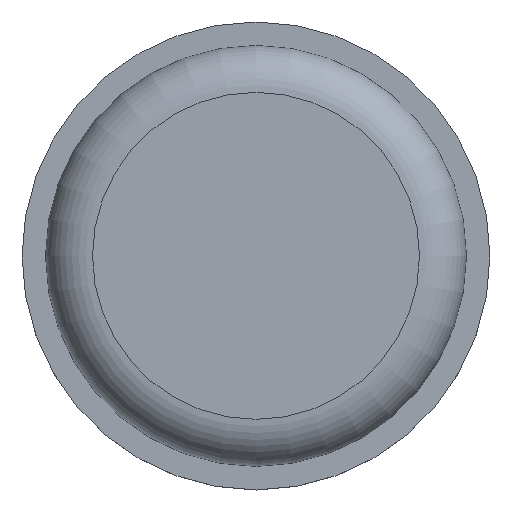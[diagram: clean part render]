
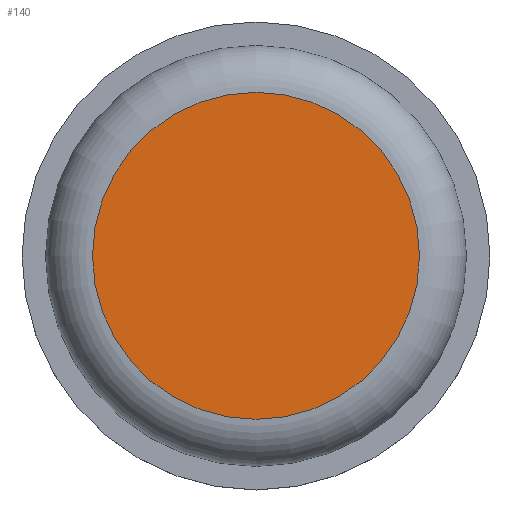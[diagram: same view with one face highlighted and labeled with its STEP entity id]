
A CAD part, top view. The second image highlights one B-rep face of the part: STEP entity #140.
In plain terms, the highlighted planar face has unit normal (0, 0, 1).
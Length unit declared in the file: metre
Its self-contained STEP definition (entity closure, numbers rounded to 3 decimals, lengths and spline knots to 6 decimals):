
#33=ORIENTED_EDGE('',*,*,#52,.F.);
#52=EDGE_CURVE('',#64,#64,#76,.T.);
#64=VERTEX_POINT('',#262);
#76=CIRCLE('',#175,0.0174);
#93=EDGE_LOOP('',(#33));
#117=FACE_BOUND('',#93,.T.);
#131=PLANE('',#174);
#140=ADVANCED_FACE('',(#117),#131,.T.);
#174=AXIS2_PLACEMENT_3D('',#260,#216,#217);
#175=AXIS2_PLACEMENT_3D('',#261,#218,#219);
#216=DIRECTION('',(0.,0.,1.));
#217=DIRECTION('',(1.,0.,0.));
#218=DIRECTION('',(0.,0.,-1.));
#219=DIRECTION('',(1.,0.,0.));
#260=CARTESIAN_POINT('',(0.,0.,0.01));
#261=CARTESIAN_POINT('',(0.,0.,0.01));
#262=CARTESIAN_POINT('',(0.0174,0.,0.01));
